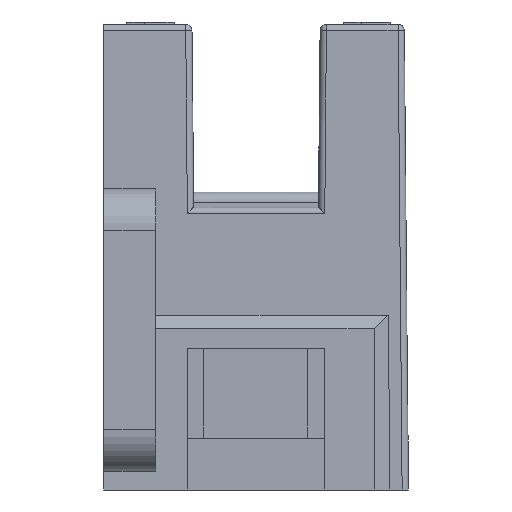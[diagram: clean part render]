
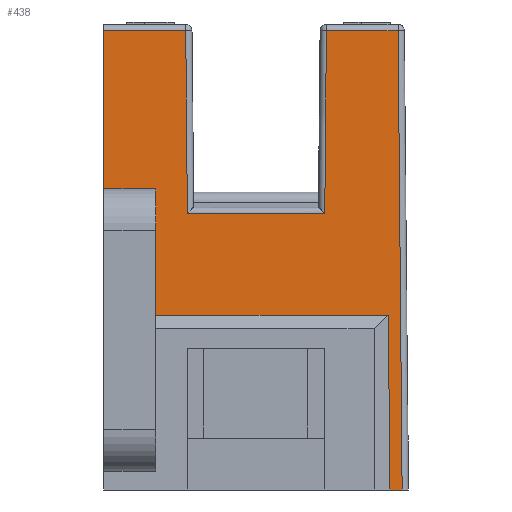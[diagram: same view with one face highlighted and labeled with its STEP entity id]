
A CAD part, front view. The second image highlights one B-rep face of the part: STEP entity #438.
In plain terms, the highlighted planar face has unit normal (0, -1, 0.009).
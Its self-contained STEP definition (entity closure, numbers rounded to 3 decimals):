
#438=ADVANCED_FACE('',(#724),#598,.T.);
#598=PLANE('',#3287);
#724=FACE_OUTER_BOUND('',#872,.T.);
#872=EDGE_LOOP('',(#1051,#1052,#1053,#1054,#1055,#1056,#1057,#1058,#1059,
#1060,#1061,#1062));
#1051=ORIENTED_EDGE('',*,*,#2153,.F.);
#1052=ORIENTED_EDGE('',*,*,#2154,.T.);
#1053=ORIENTED_EDGE('',*,*,#2155,.T.);
#1054=ORIENTED_EDGE('',*,*,#2156,.F.);
#1055=ORIENTED_EDGE('',*,*,#2157,.T.);
#1056=ORIENTED_EDGE('',*,*,#2158,.T.);
#1057=ORIENTED_EDGE('',*,*,#2159,.T.);
#1058=ORIENTED_EDGE('',*,*,#2160,.T.);
#1059=ORIENTED_EDGE('',*,*,#2161,.T.);
#1060=ORIENTED_EDGE('',*,*,#2162,.T.);
#1061=ORIENTED_EDGE('',*,*,#2163,.T.);
#1062=ORIENTED_EDGE('',*,*,#2164,.T.);
#1881=VERTEX_POINT('',#4298);
#1882=VERTEX_POINT('',#4299);
#1883=VERTEX_POINT('',#4301);
#1884=VERTEX_POINT('',#4303);
#1885=VERTEX_POINT('',#4305);
#1886=VERTEX_POINT('',#4307);
#1887=VERTEX_POINT('',#4309);
#1888=VERTEX_POINT('',#4311);
#1889=VERTEX_POINT('',#4313);
#1890=VERTEX_POINT('',#4315);
#1891=VERTEX_POINT('',#4317);
#1892=VERTEX_POINT('',#4319);
#2153=EDGE_CURVE('',#1881,#1882,#2568,.T.);
#2154=EDGE_CURVE('',#1881,#1883,#2569,.T.);
#2155=EDGE_CURVE('',#1883,#1884,#2570,.T.);
#2156=EDGE_CURVE('',#1885,#1884,#2571,.T.);
#2157=EDGE_CURVE('',#1885,#1886,#2572,.T.);
#2158=EDGE_CURVE('',#1886,#1887,#2573,.T.);
#2159=EDGE_CURVE('',#1887,#1888,#2574,.T.);
#2160=EDGE_CURVE('',#1888,#1889,#2575,.T.);
#2161=EDGE_CURVE('',#1889,#1890,#2576,.T.);
#2162=EDGE_CURVE('',#1890,#1891,#2577,.T.);
#2163=EDGE_CURVE('',#1891,#1892,#2578,.T.);
#2164=EDGE_CURVE('',#1892,#1882,#2579,.T.);
#2568=LINE('',#4297,#2927);
#2569=LINE('',#4300,#2928);
#2570=LINE('',#4302,#2929);
#2571=LINE('',#4304,#2930);
#2572=LINE('',#4306,#2931);
#2573=LINE('',#4308,#2932);
#2574=LINE('',#4310,#2933);
#2575=LINE('',#4312,#2934);
#2576=LINE('',#4314,#2935);
#2577=LINE('',#4316,#2936);
#2578=LINE('',#4318,#2937);
#2579=LINE('',#4320,#2938);
#2927=VECTOR('',#3505,1.);
#2928=VECTOR('',#3506,1.);
#2929=VECTOR('',#3507,1.);
#2930=VECTOR('',#3508,1.);
#2931=VECTOR('',#3509,1.);
#2932=VECTOR('',#3510,1.);
#2933=VECTOR('',#3511,1.);
#2934=VECTOR('',#3512,1.);
#2935=VECTOR('',#3513,1.);
#2936=VECTOR('',#3514,1.);
#2937=VECTOR('',#3515,1.);
#2938=VECTOR('',#3516,1.);
#3287=AXIS2_PLACEMENT_3D('',#4321,#3517,#3518);
#3505=DIRECTION('',(0.,0.009,1.));
#3506=DIRECTION('',(1.,0.,0.));
#3507=DIRECTION('',(0.,-0.009,-1.));
#3508=DIRECTION('',(-1.,0.,0.));
#3509=DIRECTION('',(0.005,-0.009,-1.));
#3510=DIRECTION('',(1.,0.,0.));
#3511=DIRECTION('',(-0.009,0.009,1.));
#3512=DIRECTION('',(-1.,0.,0.));
#3513=DIRECTION('',(-0.009,-0.009,-1.));
#3514=DIRECTION('',(-1.,0.,0.));
#3515=DIRECTION('',(-0.009,0.009,1.));
#3516=DIRECTION('',(-1.,0.,0.));
#3517=DIRECTION('',(0.,-1.,0.009));
#3518=DIRECTION('',(0.,-0.009,-1.));
#4297=CARTESIAN_POINT('',(243.058,93.122,-94.526));
#4298=CARTESIAN_POINT('',(243.058,93.248,-80.03));
#4299=CARTESIAN_POINT('',(243.058,93.315,-72.427));
#4300=CARTESIAN_POINT('',(156.775,93.248,-80.03));
#4301=CARTESIAN_POINT('',(245.558,93.248,-80.03));
#4302=CARTESIAN_POINT('',(245.558,93.247,-80.2));
#4303=CARTESIAN_POINT('',(245.558,93.195,-86.113));
#4304=CARTESIAN_POINT('',(240.391,93.195,-86.113));
#4305=CARTESIAN_POINT('',(256.77,93.195,-86.113));
#4306=CARTESIAN_POINT('',(256.737,93.251,-79.749));
#4307=CARTESIAN_POINT('',(256.814,93.122,-94.53));
#4308=CARTESIAN_POINT('',(240.391,93.122,-94.53));
#4309=CARTESIAN_POINT('',(257.42,93.122,-94.53));
#4310=CARTESIAN_POINT('',(257.293,93.248,-80.053));
#4311=CARTESIAN_POINT('',(257.227,93.315,-72.427));
#4312=CARTESIAN_POINT('',(253.278,93.315,-72.427));
#4313=CARTESIAN_POINT('',(253.775,93.315,-72.427));
#4314=CARTESIAN_POINT('',(253.706,93.246,-80.312));
#4315=CARTESIAN_POINT('',(253.698,93.238,-81.227));
#4316=CARTESIAN_POINT('',(240.391,93.238,-81.227));
#4317=CARTESIAN_POINT('',(247.085,93.238,-81.227));
#4318=CARTESIAN_POINT('',(247.076,93.247,-80.137));
#4319=CARTESIAN_POINT('',(247.008,93.315,-72.427));
#4320=CARTESIAN_POINT('',(243.058,93.315,-72.427));
#4321=CARTESIAN_POINT('',(240.391,93.247,-80.2));
